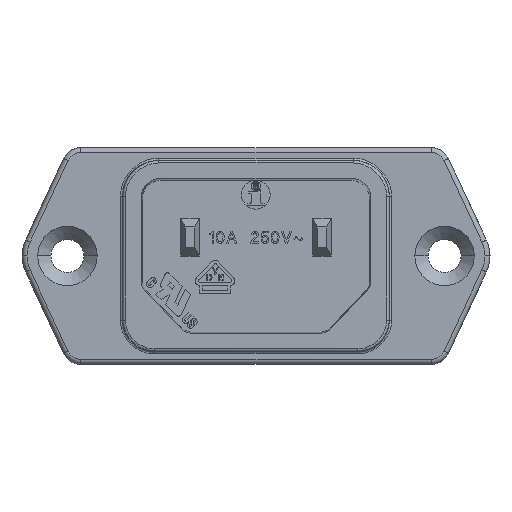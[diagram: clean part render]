
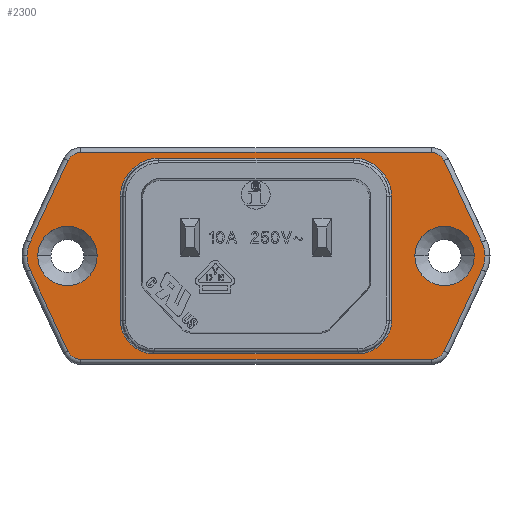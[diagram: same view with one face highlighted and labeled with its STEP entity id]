
A CAD part, top view. The second image highlights one B-rep face of the part: STEP entity #2300.
In plain terms, the highlighted face is planar.
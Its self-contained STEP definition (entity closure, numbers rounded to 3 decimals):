
#10=CARTESIAN_POINT('',(26.687,29.478,-8.826));
#20=DIRECTION('',(0.,1.,-0.));
#30=DIRECTION('',(-1.,0.,0.));
#40=AXIS2_PLACEMENT_3D('',#10,#20,#30);
#50=PLANE('',#40);
#60=CARTESIAN_POINT('',(-6.605,29.478,0.));
#70=DIRECTION('',(0.,-1.,0.));
#80=DIRECTION('',(-1.,0.,0.));
#90=AXIS2_PLACEMENT_3D('',#60,#70,#80);
#100=CIRCLE('',#90,3.15);
#110=CARTESIAN_POINT('',(-9.755,29.478,0.));
#120=VERTEX_POINT('',#110);
#130=CARTESIAN_POINT('',(-3.455,29.478,
0.));
#140=VERTEX_POINT('',#130);
#150=EDGE_CURVE('',#120,#140,#100,.T.);
#160=ORIENTED_EDGE('',*,*,#150,.T.);
#170=EDGE_CURVE('',#140,#120,#100,.T.);
#180=ORIENTED_EDGE('',*,*,#170,.T.);
#190=EDGE_LOOP('',(#180,#160));
#200=FACE_BOUND('',#190,.T.);
#210=CARTESIAN_POINT('',(26.687,29.478,-10.387));
#220=DIRECTION('',(-1.,0.,0.));
#230=VECTOR('',#220,1.);
#240=LINE('',#210,#230);
#250=CARTESIAN_POINT('',(23.733,29.478,-10.387));
#260=VERTEX_POINT('',#250);
#270=CARTESIAN_POINT('',(3.057,29.478,-10.387));
#280=VERTEX_POINT('',#270);
#290=EDGE_CURVE('',#260,#280,#240,.T.);
#300=ORIENTED_EDGE('',*,*,#290,.F.);
#310=CARTESIAN_POINT('',(3.057,29.478,-10.387));
#320=CARTESIAN_POINT('',(1.997,29.478,-10.387));
#330=CARTESIAN_POINT('',(0.975,29.478,-10.002));
#340=CARTESIAN_POINT('',(0.078,29.478,-9.317))
;
#350=CARTESIAN_POINT('',(-0.607,29.478,-8.42));
#360=CARTESIAN_POINT('',(-0.993,29.478,-7.398))
;
#370=CARTESIAN_POINT('',(-0.993,29.478,-6.338))
;
#380=B_SPLINE_CURVE_WITH_KNOTS('',6,(#310,#320,#330,#340,#350,#360,#370)
,.UNSPECIFIED.,.F.,.F.,(7,7),(0.,1.),.UNSPECIFIED.);
#390=CARTESIAN_POINT('',(-0.993,29.478,-6.338))
;
#400=VERTEX_POINT('',#390);
#410=EDGE_CURVE('',#280,#400,#380,.T.);
#420=ORIENTED_EDGE('',*,*,#410,.F.);
#430=CARTESIAN_POINT('',(-0.993,29.478,-8.826))
;
#440=DIRECTION('',(0.,0.,1.));
#450=VECTOR('',#440,1.);
#460=LINE('',#430,#450);
#470=CARTESIAN_POINT('',(-0.993,29.478,6.838));
#480=VERTEX_POINT('',#470);
#490=EDGE_CURVE('',#400,#480,#460,.T.);
#500=ORIENTED_EDGE('',*,*,#490,.F.);
#510=CARTESIAN_POINT('',(-0.993,29.478,6.838));
#520=CARTESIAN_POINT('',(-0.993,29.478,7.767));
#530=CARTESIAN_POINT('',(-0.655,29.478,8.663));
#540=CARTESIAN_POINT('',(-0.054,29.478,9.449))
;
#550=CARTESIAN_POINT('',(0.732,29.478,10.049));
#560=CARTESIAN_POINT('',(1.628,29.478,10.387));
#570=CARTESIAN_POINT('',(2.557,29.478,10.387));
#580=B_SPLINE_CURVE_WITH_KNOTS('',6,(#510,#520,#530,#540,#550,#560,#570)
,.UNSPECIFIED.,.F.,.F.,(7,7),(0.,1.),.UNSPECIFIED.);
#590=CARTESIAN_POINT('',(2.557,29.478,10.387));
#600=VERTEX_POINT('',#590);
#610=EDGE_CURVE('',#480,#600,#580,.T.);
#620=ORIENTED_EDGE('',*,*,#610,.F.);
#630=CARTESIAN_POINT('',(26.687,29.478,10.387));
#640=DIRECTION('',(1.,0.,0.));
#650=VECTOR('',#640,1.);
#660=LINE('',#630,#650);
#670=CARTESIAN_POINT('',(24.232,29.478,10.387));
#680=VERTEX_POINT('',#670);
#690=EDGE_CURVE('',#600,#680,#660,.T.);
#700=ORIENTED_EDGE('',*,*,#690,.F.);
#710=CARTESIAN_POINT('',(24.232,29.478,10.387));
#720=CARTESIAN_POINT('',(25.162,29.478,10.387));
#730=CARTESIAN_POINT('',(26.058,29.478,10.049));
#740=CARTESIAN_POINT('',(26.844,29.478,9.449));
#750=CARTESIAN_POINT('',(27.444,29.478,8.663));
#760=CARTESIAN_POINT('',(27.782,29.478,7.767));
#770=CARTESIAN_POINT('',(27.782,29.478,6.838));
#780=B_SPLINE_CURVE_WITH_KNOTS('',6,(#710,#720,#730,#740,#750,#760,#770)
,.UNSPECIFIED.,.F.,.F.,(7,7),(0.,1.),.UNSPECIFIED.);
#790=CARTESIAN_POINT('',(27.782,29.478,6.838));
#800=VERTEX_POINT('',#790);
#810=EDGE_CURVE('',#680,#800,#780,.T.);
#820=ORIENTED_EDGE('',*,*,#810,.F.);
#830=CARTESIAN_POINT('',(27.782,29.478,-8.826));
#840=DIRECTION('',(0.,0.,-1.));
#850=VECTOR('',#840,1.);
#860=LINE('',#830,#850);
#870=CARTESIAN_POINT('',(27.782,29.478,-6.338));
#880=VERTEX_POINT('',#870);
#890=EDGE_CURVE('',#800,#880,#860,.T.);
#900=ORIENTED_EDGE('',*,*,#890,.F.);
#910=CARTESIAN_POINT('',(27.782,29.478,-6.338));
#920=CARTESIAN_POINT('',(27.782,29.478,-7.398));
#930=CARTESIAN_POINT('',(27.396,29.478,-8.42));
#940=CARTESIAN_POINT('',(26.712,29.478,-9.317));
#950=CARTESIAN_POINT('',(25.815,29.478,-10.002));
#960=CARTESIAN_POINT('',(24.793,29.478,-10.387));
#970=CARTESIAN_POINT('',(23.733,29.478,-10.387));
#980=B_SPLINE_CURVE_WITH_KNOTS('',6,(#910,#920,#930,#940,#950,#960,#970)
,.UNSPECIFIED.,.F.,.F.,(7,7),(0.,1.),.UNSPECIFIED.);
#990=EDGE_CURVE('',#880,#260,#980,.T.);
#1000=ORIENTED_EDGE('',*,*,#990,.F.);
#1010=EDGE_LOOP('',(#1000,#900,#820,#700,#620,#500,#420,#300));
#1020=FACE_BOUND('',#1010,.T.);
#1030=CARTESIAN_POINT('',(33.395,29.478,0.));
#1040=DIRECTION('',(0.,-1.,0.));
#1050=DIRECTION('',(-1.,0.,0.));
#1060=AXIS2_PLACEMENT_3D('',#1030,#1040,#1050);
#1070=CIRCLE('',#1060,3.15);
#1080=CARTESIAN_POINT('',(30.245,29.478,0.));
#1090=VERTEX_POINT('',#1080);
#1100=CARTESIAN_POINT('',(36.545,29.478,0.));
#1110=VERTEX_POINT('',#1100);
#1120=EDGE_CURVE('',#1090,#1110,#1070,.T.);
#1130=ORIENTED_EDGE('',*,*,#1120,.T.);
#1140=EDGE_CURVE('',#1110,#1090,#1070,.T.);
#1150=ORIENTED_EDGE('',*,*,#1140,.T.);
#1160=EDGE_LOOP('',(#1150,#1130));
#1170=FACE_BOUND('',#1160,.T.);
#1180=CARTESIAN_POINT('',(-7.396,29.478,0.
));
#1190=DIRECTION('',(0.,1.,0.));
#1200=DIRECTION('',(-1.,0.,0.));
#1210=AXIS2_PLACEMENT_3D('',#1180,#1190,#1200);
#1220=CIRCLE('',#1210,3.5);
#1230=CARTESIAN_POINT('',(-10.896,29.478,0.
));
#1240=VERTEX_POINT('',#1230);
#1250=CARTESIAN_POINT('',(-10.568,29.478,1.479));
#1260=VERTEX_POINT('',#1250);
#1270=EDGE_CURVE('',#1240,#1260,#1220,.T.);
#1280=ORIENTED_EDGE('',*,*,#1270,.T.);
#1290=CARTESIAN_POINT('',(-10.568,29.478,-1.479))
;
#1300=VERTEX_POINT('',#1290);
#1310=EDGE_CURVE('',#1300,#1240,#1220,.T.);
#1320=ORIENTED_EDGE('',*,*,#1310,.T.);
#1330=CARTESIAN_POINT('',(-7.143,29.478,-8.826));
#1340=DIRECTION('',(-0.423,0.,0.906));
#1350=VECTOR('',#1340,1.);
#1360=LINE('',#1330,#1350);
#1370=CARTESIAN_POINT('',(-6.545,29.478,-10.108))
;
#1380=VERTEX_POINT('',#1370);
#1390=EDGE_CURVE('',#1380,#1300,#1360,.T.);
#1400=ORIENTED_EDGE('',*,*,#1390,.T.);
#1410=CARTESIAN_POINT('',(-5.185,29.478,-9.474))
;
#1420=DIRECTION('',(0.,1.,0.));
#1430=DIRECTION('',(-1.,0.,0.));
#1440=AXIS2_PLACEMENT_3D('',#1410,#1420,#1430);
#1450=CIRCLE('',#1440,1.5);
#1460=CARTESIAN_POINT('',(-5.185,29.478,-10.974))
;
#1470=VERTEX_POINT('',#1460);
#1480=EDGE_CURVE('',#1470,#1380,#1450,.T.);
#1490=ORIENTED_EDGE('',*,*,#1480,.T.);
#1500=CARTESIAN_POINT('',(26.687,29.478,-10.974));
#1510=DIRECTION('',(-1.,0.,0.));
#1520=VECTOR('',#1510,1.);
#1530=LINE('',#1500,#1520);
#1540=CARTESIAN_POINT('',(31.975,29.478,-10.974));
#1550=VERTEX_POINT('',#1540);
#1560=EDGE_CURVE('',#1550,#1470,#1530,.T.);
#1570=ORIENTED_EDGE('',*,*,#1560,.T.);
#1580=CARTESIAN_POINT('',(31.975,29.478,-9.474));
#1590=DIRECTION('',(0.,1.,0.));
#1600=DIRECTION('',(-1.,0.,0.));
#1610=AXIS2_PLACEMENT_3D('',#1580,#1590,#1600);
#1620=CIRCLE('',#1610,1.5);
#1630=CARTESIAN_POINT('',(33.334,29.478,-10.108));
#1640=VERTEX_POINT('',#1630);
#1650=EDGE_CURVE('',#1640,#1550,#1620,.T.);
#1660=ORIENTED_EDGE('',*,*,#1650,.T.);
#1670=CARTESIAN_POINT('',(33.932,29.478,-8.826));
#1680=DIRECTION('',(-0.423,0.,-0.906));
#1690=VECTOR('',#1680,1.);
#1700=LINE('',#1670,#1690);
#1710=CARTESIAN_POINT('',(37.358,29.478,-1.479));
#1720=VERTEX_POINT('',#1710);
#1730=EDGE_CURVE('',#1720,#1640,#1700,.T.);
#1740=ORIENTED_EDGE('',*,*,#1730,.T.);
#1750=CARTESIAN_POINT('',(34.185,29.478,
0.));
#1760=DIRECTION('',(0.,1.,0.));
#1770=DIRECTION('',(-1.,0.,0.));
#1780=AXIS2_PLACEMENT_3D('',#1750,#1760,#1770);
#1790=CIRCLE('',#1780,3.5);
#1800=CARTESIAN_POINT('',(37.686,29.478,
0.));
#1810=VERTEX_POINT('',#1800);
#1820=EDGE_CURVE('',#1810,#1720,#1790,.T.);
#1830=ORIENTED_EDGE('',*,*,#1820,.T.);
#1840=CARTESIAN_POINT('',(37.358,29.478,1.479));
#1850=VERTEX_POINT('',#1840);
#1860=EDGE_CURVE('',#1850,#1810,#1790,.T.);
#1870=ORIENTED_EDGE('',*,*,#1860,.T.);
#1880=CARTESIAN_POINT('',(42.163,29.478,-8.826));
#1890=DIRECTION('',(0.423,0.,-0.906));
#1900=VECTOR('',#1890,1.);
#1910=LINE('',#1880,#1900);
#1920=CARTESIAN_POINT('',(33.334,29.478,10.108));
#1930=VERTEX_POINT('',#1920);
#1940=EDGE_CURVE('',#1930,#1850,#1910,.T.);
#1950=ORIENTED_EDGE('',*,*,#1940,.T.);
#1960=CARTESIAN_POINT('',(31.975,29.478,9.474));
#1970=DIRECTION('',(0.,1.,0.));
#1980=DIRECTION('',(-1.,0.,0.));
#1990=AXIS2_PLACEMENT_3D('',#1960,#1970,#1980);
#2000=CIRCLE('',#1990,1.5);
#2010=CARTESIAN_POINT('',(31.975,29.478,10.974));
#2020=VERTEX_POINT('',#2010);
#2030=EDGE_CURVE('',#2020,#1930,#2000,.T.);
#2040=ORIENTED_EDGE('',*,*,#2030,.T.);
#2050=CARTESIAN_POINT('',(26.687,29.478,10.974));
#2060=DIRECTION('',(1.,0.,0.));
#2070=VECTOR('',#2060,1.);
#2080=LINE('',#2050,#2070);
#2090=CARTESIAN_POINT('',(-5.186,29.478,10.974));
#2100=VERTEX_POINT('',#2090);
#2110=EDGE_CURVE('',#2100,#2020,#2080,.T.);
#2120=ORIENTED_EDGE('',*,*,#2110,.T.);
#2130=CARTESIAN_POINT('',(-5.185,29.478,9.474));
#2140=DIRECTION('',(0.,1.,0.));
#2150=DIRECTION('',(-1.,0.,0.));
#2160=AXIS2_PLACEMENT_3D('',#2130,#2140,#2150);
#2170=CIRCLE('',#2160,1.5);
#2180=CARTESIAN_POINT('',(-6.545,29.478,10.108));
#2190=VERTEX_POINT('',#2180);
#2200=EDGE_CURVE('',#2190,#2100,#2170,.T.);
#2210=ORIENTED_EDGE('',*,*,#2200,.T.);
#2220=CARTESIAN_POINT('',(-15.374,29.478,-8.826))
;
#2230=DIRECTION('',(0.423,0.,0.906));
#2240=VECTOR('',#2230,1.);
#2250=LINE('',#2220,#2240);
#2260=EDGE_CURVE('',#1260,#2190,#2250,.T.);
#2270=ORIENTED_EDGE('',*,*,#2260,.T.);
#2280=EDGE_LOOP('',(#2270,#2210,#2120,#2040,#1950,#1870,#1830,#1740,
#1660,#1570,#1490,#1400,#1320,#1280));
#2290=FACE_OUTER_BOUND('',#2280,.T.);
#2300=ADVANCED_FACE('',(#200,#1020,#1170,#2290),#50,.T.);
